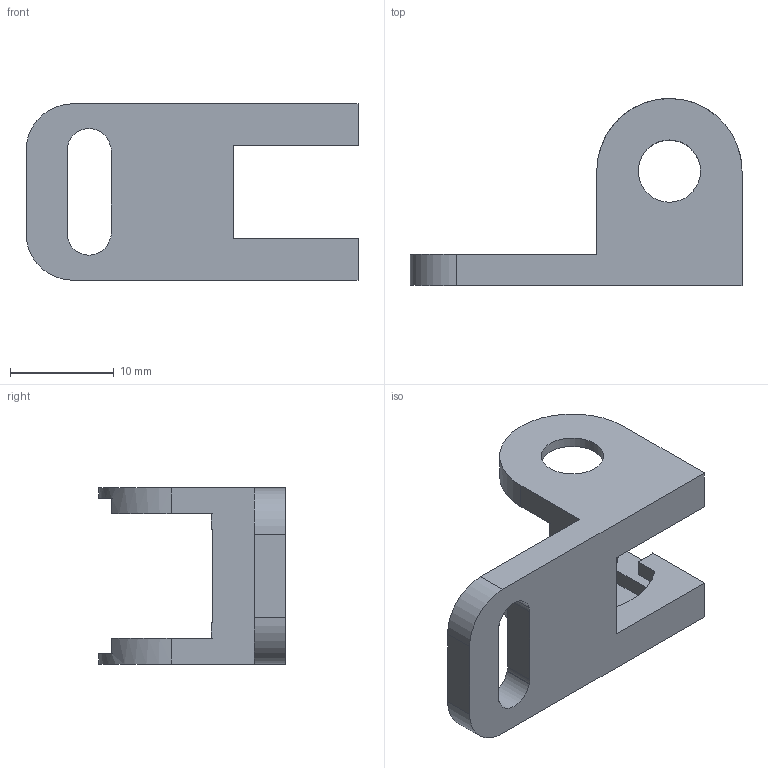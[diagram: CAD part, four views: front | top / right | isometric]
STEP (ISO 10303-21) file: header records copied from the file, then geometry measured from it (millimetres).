
FILE_DESCRIPTION(/* description */ (''),/* implementation_level */ '2;1');
FILE_NAME(/* name */ '',/* time_stamp */ '2025-02-12T19:06:50+03:00',/* author */ ('Phantom'),/* organization */ (''),/* preprocessor_version */ 'ST-DEVELOPER v20',/* originating_system */ 'Autodesk Inventor 2025',/* authorisation */ '');
FILE_SCHEMA (('AUTOMOTIVE_DESIGN { 1 0 10303 214 3 1 1 }'));
Length unit declared in the file: millimetre
Products named in the file (1): кабельканал
Bounding box: 32 x 18 x 17 mm (x, y, z)
Volume: 1750.6 mm3; surface area: 2135.5 mm2
Topology: 1 solids, 1 shells, 50 faces, 144 edges, 96 vertices
Faces by surface type: plane 37, cylinder 13
Full cylindrical faces by diameter (mm): 6 x2
Entity records: 1701 total; most frequent: CARTESIAN_POINT 291, ORIENTED_EDGE 288, DIRECTION 284, EDGE_CURVE 144, LINE 106, VECTOR 106, VERTEX_POINT 96, AXIS2_PLACEMENT_3D 89
